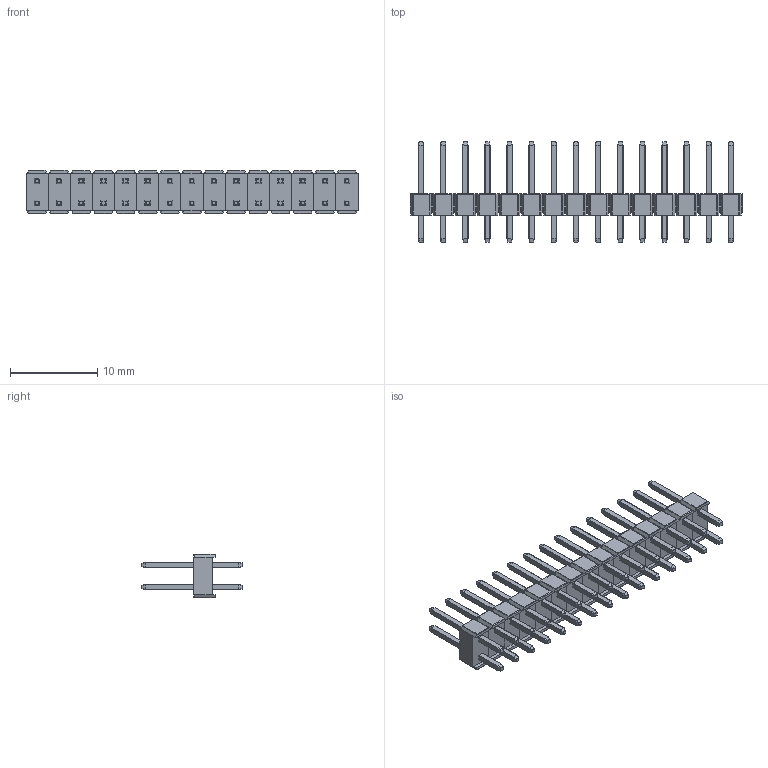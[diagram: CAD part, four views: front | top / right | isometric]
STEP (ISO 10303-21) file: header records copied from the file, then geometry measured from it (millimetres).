
FILE_DESCRIPTION(/* description */ ('STEP AP242','CAx-IF Rec.Pracs.---Representation and Presentation of Product Manufacturing Information (PMI)---4.0---2014-10-13','CAx-IF Rec.Pracs.---3D Tessellated Geometry---0.4---2014-09-14','2;1'),/* implementation_level */ '2;1');
FILE_NAME(/* name */ '61a55c58e3e7653f4b56144d',/* time_stamp */ '2021-11-29T23:03:58+00:00',/* author */ (''),/* organization */ (''),/* preprocessor_version */ 'ST-DEVELOPER v18.1',/* originating_system */ ' ',/* authorisation */ ' ');
FILE_SCHEMA (('AP242_MANAGED_MODEL_BASED_3D_ENGINEERING_MIM_LF { 1 0 10303 442 1 1 4 }'));
Products named in the file (75): PH2-04-UA
Bounding box: 38.1 x 11.55 x 5 mm (x, y, z)
Volume: 512.4 mm3; surface area: 1902.7 mm2
Topology: 75 solids, 75 shells, 2730 faces, 6660 edges, 3720 vertices
Faces by surface type: cylinder 1260, plane 990, sphere 240, torus 120, bspline 120
Entity records: 80057 total; most frequent: CARTESIAN_POINT 15855, DIRECTION 13830, ORIENTED_EDGE 12600, EDGE_CURVE 6300, AXIS2_PLACEMENT_3D 5175, VERTEX_POINT 3720, LINE 3480, VECTOR 3480
